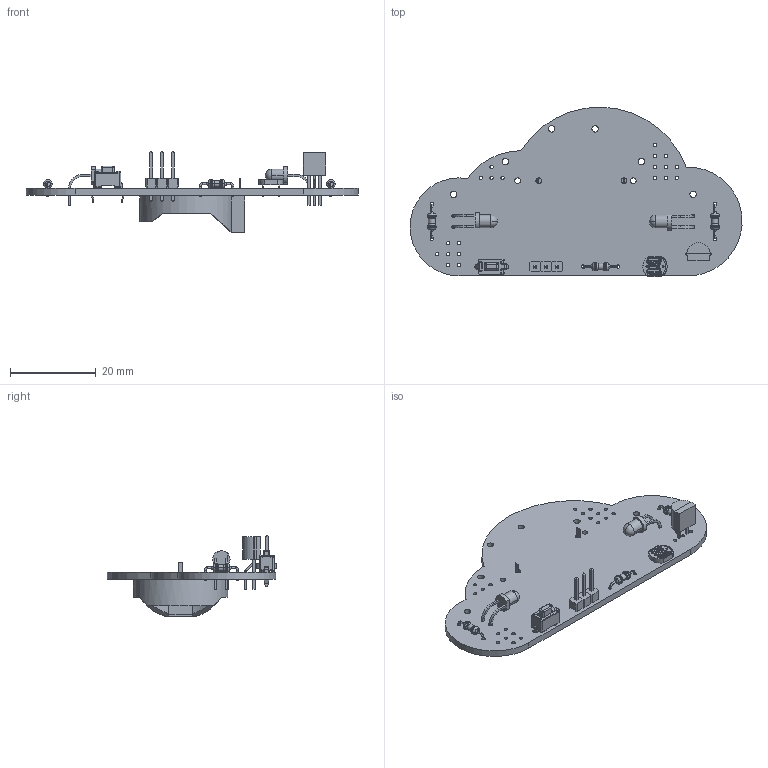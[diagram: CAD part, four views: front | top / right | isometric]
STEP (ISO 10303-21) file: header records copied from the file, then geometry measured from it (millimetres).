
FILE_DESCRIPTION(('FreeCAD Model'),'2;1');
FILE_NAME('badge1.step' ,'2017-10-18T15:30:17',('kicad StepUp'),('ksu MCAD'), 'Open CASCADE STEP processor 6.8','FreeCAD','Unknown');
FILE_SCHEMA(('AUTOMOTIVE_DESIGN_CC2 { 1 2 10303 214 -1 1 5 4 }'));
Length unit declared in the file: millimetre
Products named in the file (12): ASSEMBLY; Pcb; E7948058-D261-41F8-9C7D-26EE77742E89_; E7948058-D261-41F8-9C7D-26EE77742E89_001; E7948058-D261-41F8-9C7D-26EE77742E89_002; sw_MJTP_; Fusion_; Scale_; Header_Male_03Pin_; CR2032_HOR_HOLD002_; LH2040_ra_; LH2040_ra_001
Assembly tree (11 placements, depth 2):
  ASSEMBLY
    Pcb
    E7948058-D261-41F8-9C7D-26EE77742E89_
    E7948058-D261-41F8-9C7D-26EE77742E89_001
    E7948058-D261-41F8-9C7D-26EE77742E89_002
    sw_MJTP_
    Fusion_
    Scale_
    Header_Male_03Pin_
    CR2032_HOR_HOLD002_
    LH2040_ra_
    LH2040_ra_001
Bounding box: 77.44 x 39.6 x 18.84 mm (x, y, z)
Volume: 4470.3 mm3; surface area: 7613.2 mm2
Topology: 12 solids, 16 shells, 737 faces, 2550 edges, 1845 vertices
Faces by surface type: plane 358, cylinder 207, bspline 88, torus 62, sphere 16, revolution 6
Full cylindrical faces by diameter (mm): 0.8 x35, 1.016 x3, 1.295 x6, 1.5 x6
Entity records: 32524 total; most frequent: CARTESIAN_POINT 6704, ORIENTED_EDGE 5080, DIRECTION 3454, EDGE_CURVE 2534, VERTEX_POINT 1845, AXIS2_PLACEMENT_3D 1199, LINE 1050, VECTOR 1050
